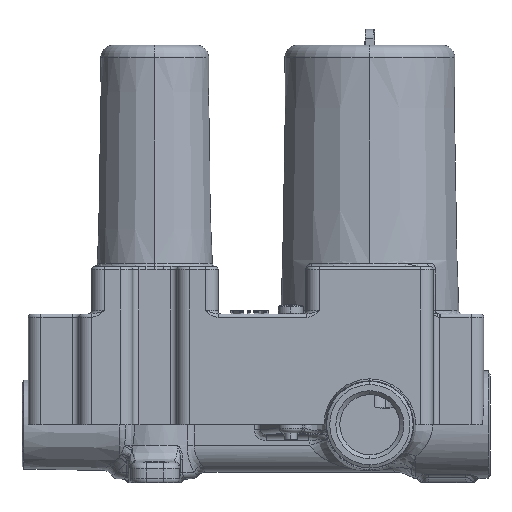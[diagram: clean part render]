
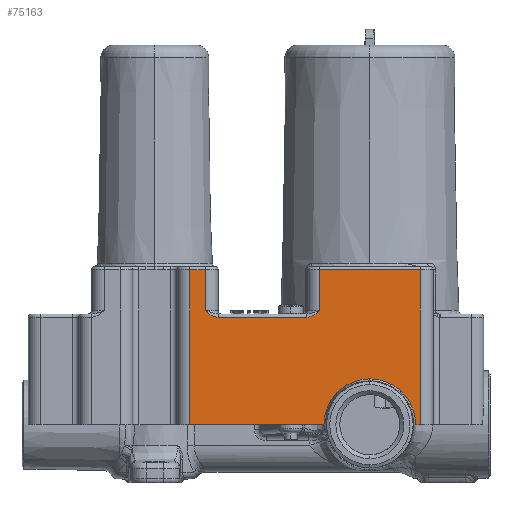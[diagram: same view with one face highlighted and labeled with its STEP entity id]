
A CAD part, left-side view. The second image highlights one B-rep face of the part: STEP entity #75163.
In plain terms, the highlighted planar face has unit normal (-1, 0, 0).
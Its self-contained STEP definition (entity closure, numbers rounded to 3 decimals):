
#20982=DIRECTION('',(0.,-1.,0.));
#20983=VECTOR('',#20982,42.5);
#20984=CARTESIAN_POINT('',(-31.,57.,0.));
#20985=LINE('',#20984,#20983);
#22874=DIRECTION('',(0.,-1.,0.));
#22875=VECTOR('',#22874,1.5);
#22876=CARTESIAN_POINT('',(-31.,-14.5,0.));
#22877=LINE('',#22876,#22875);
#22927=DIRECTION('',(0.,-1.,0.));
#22928=VECTOR('',#22927,5.);
#22929=CARTESIAN_POINT('',(-31.,57.,49.));
#22930=LINE('',#22929,#22928);
#22931=DIRECTION('',(0.,0.,-1.));
#22932=VECTOR('',#22931,13.);
#22933=CARTESIAN_POINT('',(-31.,52.,49.));
#22934=LINE('',#22933,#22932);
#22935=CARTESIAN_POINT('',(-31.,52.,36.));
#22936=CARTESIAN_POINT('',(-31.,51.833,
35.864));
#22937=CARTESIAN_POINT('',(-31.,51.516,
35.605));
#22938=CARTESIAN_POINT('',(-31.,51.076,
35.263));
#22939=CARTESIAN_POINT('',(-31.,50.677,
34.977));
#22940=CARTESIAN_POINT('',(-31.,50.316,
34.744));
#22941=CARTESIAN_POINT('',(-31.,49.991,
34.558));
#22942=CARTESIAN_POINT('',(-31.,49.693,
34.409));
#22943=CARTESIAN_POINT('',(-31.,49.415,
34.289));
#22944=CARTESIAN_POINT('',(-31.,49.152,
34.193));
#22945=CARTESIAN_POINT('',(-31.,48.901,
34.119));
#22946=CARTESIAN_POINT('',(-31.,48.661,
34.064));
#22947=CARTESIAN_POINT('',(-31.,48.431,
34.026));
#22948=CARTESIAN_POINT('',(-31.,48.21,
34.005));
#22949=CARTESIAN_POINT('',(-31.,48.069,
34.));
#22950=CARTESIAN_POINT('',(-31.,48.,34.));
#22952=DIRECTION('',(0.,-1.,0.));
#22953=VECTOR('',#22952,28.);
#22954=CARTESIAN_POINT('',(-31.,48.,34.));
#22955=LINE('',#22954,#22953);
#22956=CARTESIAN_POINT('',(-31.,20.,34.));
#22957=CARTESIAN_POINT('',(-31.,19.93,34.));
#22958=CARTESIAN_POINT('',(-31.,19.789,34.005));
#22959=CARTESIAN_POINT('',(-31.,19.568,34.026));
#22960=CARTESIAN_POINT('',(-31.,19.338,34.064));
#22961=CARTESIAN_POINT('',(-31.,19.098,34.119));
#22962=CARTESIAN_POINT('',(-31.,18.847,34.193));
#22963=CARTESIAN_POINT('',(-31.,18.583,34.289));
#22964=CARTESIAN_POINT('',(-31.,18.304,34.41));
#22965=CARTESIAN_POINT('',(-31.,18.006,34.559));
#22966=CARTESIAN_POINT('',(-31.,17.682,34.745));
#22967=CARTESIAN_POINT('',(-31.,17.322,34.978));
#22968=CARTESIAN_POINT('',(-31.,16.924,35.263));
#22969=CARTESIAN_POINT('',(-31.,16.484,35.605));
#22970=CARTESIAN_POINT('',(-31.,16.167,35.864));
#22971=CARTESIAN_POINT('',(-31.,16.,36.));
#22973=DIRECTION('',(0.,0.,-1.));
#22974=VECTOR('',#22973,13.);
#22975=CARTESIAN_POINT('',(-31.,16.,49.));
#22976=LINE('',#22975,#22974);
#22977=DIRECTION('',(0.,-1.,0.));
#22978=VECTOR('',#22977,32.);
#22979=CARTESIAN_POINT('',(-31.,16.,49.));
#22980=LINE('',#22979,#22978);
#22981=DIRECTION('',(0.,0.,-1.));
#22982=VECTOR('',#22981,49.);
#22983=CARTESIAN_POINT('',(-31.,-16.,49.));
#22984=LINE('',#22983,#22982);
#22985=CARTESIAN_POINT('',(-31.,0.,0.));
#22986=DIRECTION('',(1.,0.,0.));
#22987=DIRECTION('',(0.,1.,0.));
#22988=AXIS2_PLACEMENT_3D('',#22985,#22986,#22987);
#22990=DIRECTION('',(0.,0.,-1.));
#22991=VECTOR('',#22990,49.);
#22992=CARTESIAN_POINT('',(-31.,57.,49.));
#22993=LINE('',#22992,#22991);
#39560=CARTESIAN_POINT('',(-31.,57.,0.));
#39562=VERTEX_POINT('',#39560);
#39585=CARTESIAN_POINT('',(-31.,-16.,0.));
#39587=VERTEX_POINT('',#39585);
#39716=CARTESIAN_POINT('',(-31.,14.5,0.));
#39718=VERTEX_POINT('',#39716);
#39724=CARTESIAN_POINT('',(-31.,-14.5,0.));
#39726=VERTEX_POINT('',#39724);
#40090=CARTESIAN_POINT('',(-31.,-16.,49.));
#40092=VERTEX_POINT('',#40090);
#40096=CARTESIAN_POINT('',(-31.,16.,49.));
#40097=VERTEX_POINT('',#40096);
#40224=CARTESIAN_POINT('',(-31.,57.,49.));
#40225=VERTEX_POINT('',#40224);
#40228=CARTESIAN_POINT('',(-31.,52.,49.));
#40229=VERTEX_POINT('',#40228);
#40290=CARTESIAN_POINT('',(-31.,52.,36.));
#40291=VERTEX_POINT('',#40290);
#40477=VERTEX_POINT('',#22956);
#40478=VERTEX_POINT('',#22971);
#40482=CARTESIAN_POINT('',(-31.,48.,34.));
#40483=VERTEX_POINT('',#40482);
#75135=CARTESIAN_POINT('',(-31.,92.,0.));
#75136=DIRECTION('',(-1.,0.,0.));
#75137=DIRECTION('',(0.,-1.,0.));
#75138=AXIS2_PLACEMENT_3D('',#75135,#75136,#75137);
#75139=PLANE('',#75138);
#75141=ORIENTED_EDGE('',*,*,#75140,.T.);
#75143=ORIENTED_EDGE('',*,*,#75142,.T.);
#75145=ORIENTED_EDGE('',*,*,#75144,.T.);
#75147=ORIENTED_EDGE('',*,*,#75146,.T.);
#75149=ORIENTED_EDGE('',*,*,#75148,.T.);
#75151=ORIENTED_EDGE('',*,*,#75150,.F.);
#75153=ORIENTED_EDGE('',*,*,#75152,.T.);
#75155=ORIENTED_EDGE('',*,*,#75154,.T.);
#75156=ORIENTED_EDGE('',*,*,#75080,.F.);
#75157=ORIENTED_EDGE('',*,*,#75119,.F.);
#75158=ORIENTED_EDGE('',*,*,#72985,.F.);
#75160=ORIENTED_EDGE('',*,*,#75159,.F.);
#75161=EDGE_LOOP('',(#75141,#75143,#75145,#75147,#75149,#75151,#75153,#75155,
#75156,#75157,#75158,#75160));
#75162=FACE_OUTER_BOUND('',#75161,.F.);
#75163=ADVANCED_FACE('',(#75162),#75139,.T.);
#22951=B_SPLINE_CURVE_WITH_KNOTS('',3,(#22935,#22936,#22937,#22938,#22939,
#22940,#22941,#22942,#22943,#22944,#22945,#22946,#22947,#22948,#22949,#22950),
.UNSPECIFIED.,.F.,.F.,(4,1,1,1,1,1,1,1,1,1,1,1,1,4),(0.,0.077,
0.154,0.231,0.308,0.385,
0.462,0.538,0.615,0.692,
0.769,0.846,0.923,1.),.UNSPECIFIED.);
#22972=B_SPLINE_CURVE_WITH_KNOTS('',3,(#22956,#22957,#22958,#22959,#22960,
#22961,#22962,#22963,#22964,#22965,#22966,#22967,#22968,#22969,#22970,#22971),
.UNSPECIFIED.,.F.,.F.,(4,1,1,1,1,1,1,1,1,1,1,1,1,4),(0.,0.077,
0.154,0.231,0.308,0.385,
0.462,0.538,0.615,0.692,
0.769,0.846,0.923,1.),.UNSPECIFIED.);
#22989=CIRCLE('',#22988,14.5);
#72985=EDGE_CURVE('',#39562,#39718,#20985,.T.);
#75080=EDGE_CURVE('',#39726,#39587,#22877,.T.);
#75119=EDGE_CURVE('',#39718,#39726,#22989,.T.);
#75140=EDGE_CURVE('',#40225,#40229,#22930,.T.);
#75142=EDGE_CURVE('',#40229,#40291,#22934,.T.);
#75144=EDGE_CURVE('',#40291,#40483,#22951,.T.);
#75146=EDGE_CURVE('',#40483,#40477,#22955,.T.);
#75148=EDGE_CURVE('',#40477,#40478,#22972,.T.);
#75150=EDGE_CURVE('',#40097,#40478,#22976,.T.);
#75152=EDGE_CURVE('',#40097,#40092,#22980,.T.);
#75154=EDGE_CURVE('',#40092,#39587,#22984,.T.);
#75159=EDGE_CURVE('',#40225,#39562,#22993,.T.);
